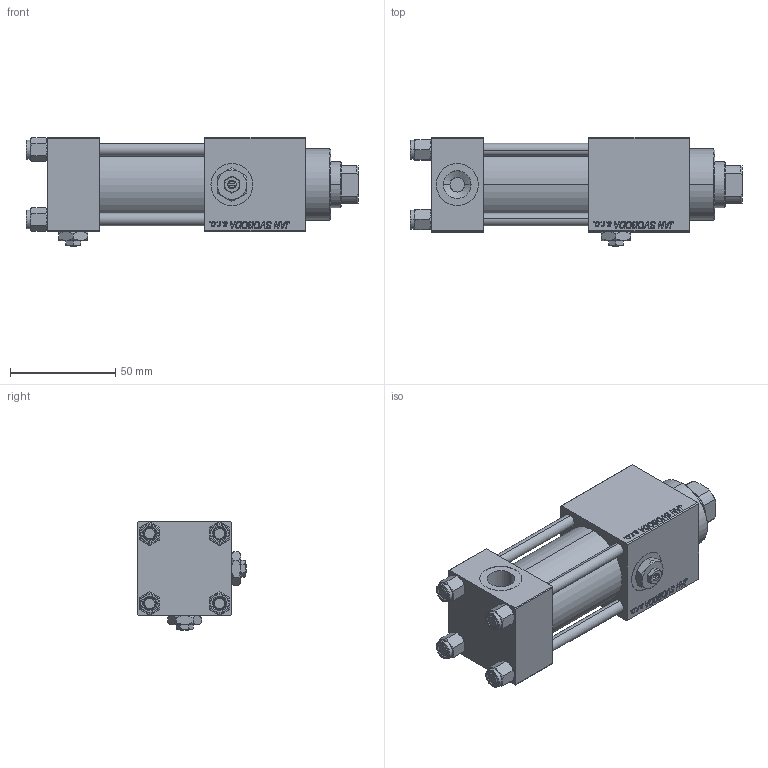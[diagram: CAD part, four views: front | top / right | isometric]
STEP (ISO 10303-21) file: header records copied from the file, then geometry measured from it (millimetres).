
FILE_DESCRIPTION (( 'STEP AP203' ), '1' );
FILE_NAME ('944b.STEP', '2022-04-14T12:47:12', ( '' ), ( '' ), 'SwSTEP 2.0', 'SolidWorks 2019', '' );
FILE_SCHEMA (( 'CONFIG_CONTROL_DESIGN' ));
Length unit declared in the file: millimetre
Products named in the file (7): V215CR_C_Body a70ee4ffeea6f8ec2f3f0bd0ea4db359; V215_VC_A a70ee4ffeea6f8ec2f3f0bd0ea4db359; Zatka_pro_OIL_PORT a70ee4ffeea6f8ec2f3f0bd0ea4db359; V215CR_C_TYCINKA a70ee4ffeea6f8ec2f3f0bd0ea4db359; 944b; V215CR_VCP_C a70ee4ffeea6f8ec2f3f0bd0ea4db359; NUT_M5_C a70ee4ffeea6f8ec2f3f0bd0ea4db359
Assembly tree (13 placements, depth 2):
  944b
    V215CR_C_Body a70ee4ffeea6f8ec2f3f0bd0ea4db359
    V215CR_VCP_C a70ee4ffeea6f8ec2f3f0bd0ea4db359
    NUT_M5_C a70ee4ffeea6f8ec2f3f0bd0ea4db359  x4
    V215CR_C_TYCINKA a70ee4ffeea6f8ec2f3f0bd0ea4db359  x4
    V215_VC_A a70ee4ffeea6f8ec2f3f0bd0ea4db359
    Zatka_pro_OIL_PORT a70ee4ffeea6f8ec2f3f0bd0ea4db359  x2
Bounding box: 158 x 52 x 52 mm (x, y, z)
Volume: 208138.4 mm3; surface area: 73409.8 mm2
Topology: 13 solids, 13 shells, 1254 faces, 3122 edges, 2015 vertices
Faces by surface type: plane 574, bspline 392, cone 178, cylinder 102, torus 8
Entity records: 52391 total; most frequent: CARTESIAN_POINT 27742, ORIENTED_EDGE 5544, DIRECTION 3582, EDGE_CURVE 2772, VERTEX_POINT 1813, VECTOR 1644, LINE 1644, EDGE_LOOP 1227
